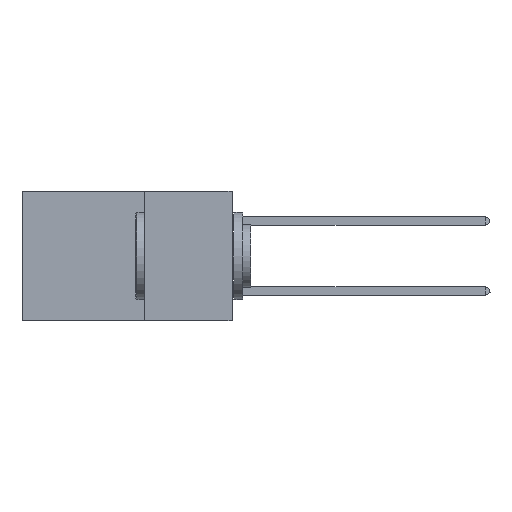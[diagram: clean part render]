
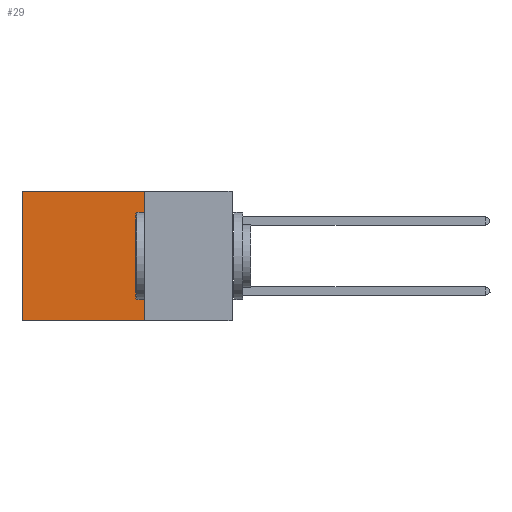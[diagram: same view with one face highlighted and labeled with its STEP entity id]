
A CAD part, left-side view. The second image highlights one B-rep face of the part: STEP entity #29.
In plain terms, the highlighted planar face has unit normal (-1, 0, 0).
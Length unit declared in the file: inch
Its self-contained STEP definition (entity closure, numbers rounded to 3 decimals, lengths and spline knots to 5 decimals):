
#29 = ADVANCED_FACE ( 'NONE', ( #29541 ), #25409, .F. ) ;
#624 = AXIS2_PLACEMENT_3D ( 'NONE', #22928, #27711, #10329 ) ;
#1045 = CARTESIAN_POINT ( 'NONE',  ( 0.2875, 0.6, 0. ) ) ;
#3070 = LINE ( 'NONE', #26228, #28061 ) ;
#4270 = VECTOR ( 'NONE', #11844, 39.37008 ) ;
#5134 = VERTEX_POINT ( 'NONE', #18597 ) ;
#5963 = ORIENTED_EDGE ( 'NONE', *, *, #15471, .F. ) ;
#7198 = EDGE_CURVE ( 'NONE', #26232, #10650, #25006, .T. ) ;
#7829 = CARTESIAN_POINT ( 'NONE',  ( 0.2875, 0.25, 0. ) ) ;
#7880 = DIRECTION ( 'NONE',  ( 0., 0., -1. ) ) ;
#10329 = DIRECTION ( 'NONE',  ( 0., 0., -1. ) ) ;
#10650 = VERTEX_POINT ( 'NONE', #13691 ) ;
#11029 = DIRECTION ( 'NONE',  ( 0., 1., 0. ) ) ;
#11844 = DIRECTION ( 'NONE',  ( 0., 1., 0. ) ) ;
#13690 = EDGE_CURVE ( 'NONE', #32626, #5134, #29331, .T. ) ;
#13691 = CARTESIAN_POINT ( 'NONE',  ( 0.2875, 0.25, -0.37 ) ) ;
#14430 = EDGE_LOOP ( 'NONE', ( #19849, #5963, #22216, #24351 ) ) ;
#15268 = CARTESIAN_POINT ( 'NONE',  ( 0.2875, 0.6, 0. ) ) ;
#15471 = EDGE_CURVE ( 'NONE', #10650, #5134, #17745, .T. ) ;
#15815 = EDGE_CURVE ( 'NONE', #26232, #32626, #3070, .T. ) ;
#17745 = LINE ( 'NONE', #24506, #4270 ) ;
#18220 = VECTOR ( 'NONE', #29138, 39.37008 ) ;
#18597 = CARTESIAN_POINT ( 'NONE',  ( 0.2875, 0.6, -0.37 ) ) ;
#19849 = ORIENTED_EDGE ( 'NONE', *, *, #13690, .T. ) ;
#22216 = ORIENTED_EDGE ( 'NONE', *, *, #7198, .F. ) ;
#22928 = CARTESIAN_POINT ( 'NONE',  ( 0.2875, 0.25, 0. ) ) ;
#23596 = CARTESIAN_POINT ( 'NONE',  ( 0.2875, 0.25, 0. ) ) ;
#24351 = ORIENTED_EDGE ( 'NONE', *, *, #15815, .T. ) ;
#24506 = CARTESIAN_POINT ( 'NONE',  ( 0.2875, 0.25, -0.37 ) ) ;
#25006 = LINE ( 'NONE', #23596, #18220 ) ;
#25409 = PLANE ( 'NONE',  #624 ) ;
#26228 = CARTESIAN_POINT ( 'NONE',  ( 0.2875, 0.25, 0. ) ) ;
#26232 = VERTEX_POINT ( 'NONE', #7829 ) ;
#27711 = DIRECTION ( 'NONE',  ( 1., 0., 0. ) ) ;
#28061 = VECTOR ( 'NONE', #11029, 39.37008 ) ;
#29138 = DIRECTION ( 'NONE',  ( 0., 0., -1. ) ) ;
#29331 = LINE ( 'NONE', #15268, #30937 ) ;
#29541 = FACE_OUTER_BOUND ( 'NONE', #14430, .T. ) ;
#30937 = VECTOR ( 'NONE', #7880, 39.37008 ) ;
#32626 = VERTEX_POINT ( 'NONE', #1045 ) ;
